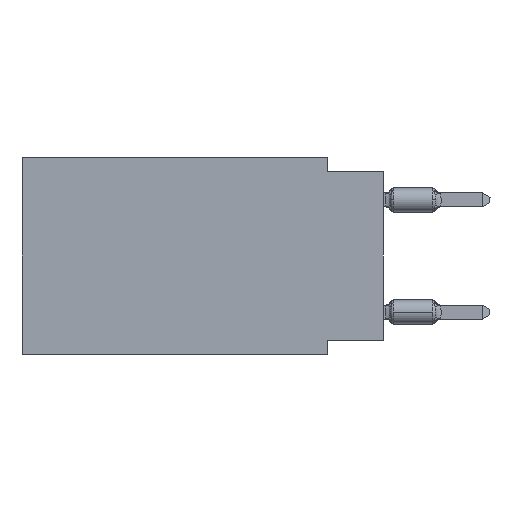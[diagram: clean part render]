
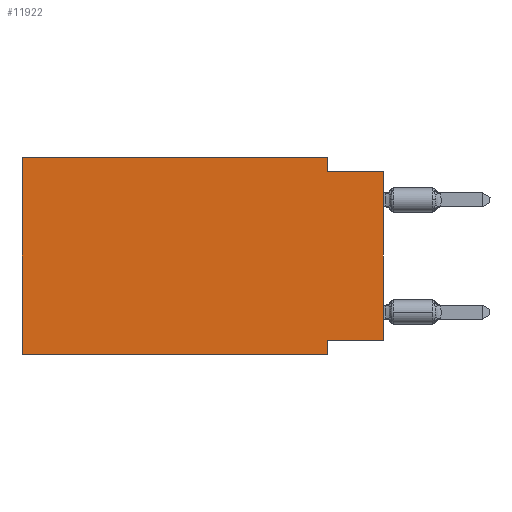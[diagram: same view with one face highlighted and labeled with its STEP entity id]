
A CAD part, left-side view. The second image highlights one B-rep face of the part: STEP entity #11922.
In plain terms, the highlighted planar face has unit normal (-1, 0, 0).
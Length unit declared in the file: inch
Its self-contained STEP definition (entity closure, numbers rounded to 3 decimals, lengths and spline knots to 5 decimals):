
#511 = VERTEX_POINT ( 'NONE', #3533 ) ;
#903 = CARTESIAN_POINT ( 'NONE',  ( 0., 0.645, 0. ) ) ;
#955 = VECTOR ( 'NONE', #24433, 39.37008 ) ;
#956 = CARTESIAN_POINT ( 'NONE',  ( 0., 0., -0.325 ) ) ;
#995 = CARTESIAN_POINT ( 'NONE',  ( 0., 0.1, 0. ) ) ;
#1728 = CARTESIAN_POINT ( 'NONE',  ( 0., 0.1, 0. ) ) ;
#2073 = DIRECTION ( 'NONE',  ( 0., -1., 0. ) ) ;
#2103 = LINE ( 'NONE', #19979, #955 ) ;
#2167 = VERTEX_POINT ( 'NONE', #4079 ) ;
#3509 = EDGE_CURVE ( 'NONE', #511, #2167, #7773, .T. ) ;
#3533 = CARTESIAN_POINT ( 'NONE',  ( 0., 0., -0.325 ) ) ;
#4079 = CARTESIAN_POINT ( 'NONE',  ( 0., 0.1, -0.325 ) ) ;
#4258 = EDGE_CURVE ( 'NONE', #5054, #29106, #24562, .T. ) ;
#4744 = VECTOR ( 'NONE', #8322, 39.37008 ) ;
#4762 = ORIENTED_EDGE ( 'NONE', *, *, #4258, .T. ) ;
#5054 = VERTEX_POINT ( 'NONE', #9897 ) ;
#5459 = CARTESIAN_POINT ( 'NONE',  ( 0., 0.645, 0. ) ) ;
#5802 = CARTESIAN_POINT ( 'NONE',  ( 0., 0.1, -0.35 ) ) ;
#7281 = LINE ( 'NONE', #903, #23219 ) ;
#7741 = ORIENTED_EDGE ( 'NONE', *, *, #11012, .F. ) ;
#7773 = LINE ( 'NONE', #956, #9428 ) ;
#8322 = DIRECTION ( 'NONE',  ( 0., 0., -1. ) ) ;
#8521 = VECTOR ( 'NONE', #20241, 39.37008 ) ;
#9428 = VECTOR ( 'NONE', #10011, 39.37008 ) ;
#9775 = AXIS2_PLACEMENT_3D ( 'NONE', #5459, #14541, #23649 ) ;
#9820 = VECTOR ( 'NONE', #23910, 39.37008 ) ;
#9897 = CARTESIAN_POINT ( 'NONE',  ( 0., 0.645, -0.35 ) ) ;
#10011 = DIRECTION ( 'NONE',  ( 0., 1., 0. ) ) ;
#10117 = VERTEX_POINT ( 'NONE', #27659 ) ;
#10565 = LINE ( 'NONE', #5802, #4744 ) ;
#11005 = CARTESIAN_POINT ( 'NONE',  ( 0., 0., -0.025 ) ) ;
#11012 = EDGE_CURVE ( 'NONE', #11392, #16977, #18993, .T. ) ;
#11284 = LINE ( 'NONE', #15771, #20871 ) ;
#11392 = VERTEX_POINT ( 'NONE', #1728 ) ;
#11922 = ADVANCED_FACE ( 'NONE', ( #16793 ), #25881, .F. ) ;
#14067 = DIRECTION ( 'NONE',  ( 0., 0., -1. ) ) ;
#14125 = ORIENTED_EDGE ( 'NONE', *, *, #20638, .F. ) ;
#14541 = DIRECTION ( 'NONE',  ( 1., 0., 0. ) ) ;
#15297 = VECTOR ( 'NONE', #14067, 39.37008 ) ;
#15413 = LINE ( 'NONE', #26610, #9820 ) ;
#15475 = CARTESIAN_POINT ( 'NONE',  ( 0., 0.645, -0.35 ) ) ;
#15771 = CARTESIAN_POINT ( 'NONE',  ( 0., 0., -0.025 ) ) ;
#16077 = CARTESIAN_POINT ( 'NONE',  ( 0., 0.1, -0.35 ) ) ;
#16793 = FACE_OUTER_BOUND ( 'NONE', #20877, .T. ) ;
#16977 = VERTEX_POINT ( 'NONE', #20665 ) ;
#18163 = EDGE_CURVE ( 'NONE', #16977, #19461, #11284, .T. ) ;
#18993 = LINE ( 'NONE', #995, #15297 ) ;
#19216 = EDGE_CURVE ( 'NONE', #10117, #11392, #7281, .T. ) ;
#19461 = VERTEX_POINT ( 'NONE', #11005 ) ;
#19474 = ORIENTED_EDGE ( 'NONE', *, *, #28989, .T. ) ;
#19979 = CARTESIAN_POINT ( 'NONE',  ( 0., 0., 0. ) ) ;
#20123 = ORIENTED_EDGE ( 'NONE', *, *, #28562, .F. ) ;
#20241 = DIRECTION ( 'NONE',  ( 0., -1., 0. ) ) ;
#20638 = EDGE_CURVE ( 'NONE', #2167, #29106, #10565, .T. ) ;
#20665 = CARTESIAN_POINT ( 'NONE',  ( 0., 0.1, -0.025 ) ) ;
#20871 = VECTOR ( 'NONE', #2073, 39.37008 ) ;
#20877 = EDGE_LOOP ( 'NONE', ( #19474, #23827, #7741, #26382, #20123, #4762, #14125, #29152 ) ) ;
#23219 = VECTOR ( 'NONE', #25323, 39.37008 ) ;
#23649 = DIRECTION ( 'NONE',  ( 0., 0., -1. ) ) ;
#23827 = ORIENTED_EDGE ( 'NONE', *, *, #18163, .F. ) ;
#23910 = DIRECTION ( 'NONE',  ( 0., 0., 1. ) ) ;
#24433 = DIRECTION ( 'NONE',  ( 0., 0., 1. ) ) ;
#24562 = LINE ( 'NONE', #15475, #8521 ) ;
#25323 = DIRECTION ( 'NONE',  ( 0., -1., 0. ) ) ;
#25881 = PLANE ( 'NONE',  #9775 ) ;
#26382 = ORIENTED_EDGE ( 'NONE', *, *, #19216, .F. ) ;
#26610 = CARTESIAN_POINT ( 'NONE',  ( 0., 0.645, 0. ) ) ;
#27659 = CARTESIAN_POINT ( 'NONE',  ( 0., 0.645, 0. ) ) ;
#28562 = EDGE_CURVE ( 'NONE', #5054, #10117, #15413, .T. ) ;
#28989 = EDGE_CURVE ( 'NONE', #511, #19461, #2103, .T. ) ;
#29106 = VERTEX_POINT ( 'NONE', #16077 ) ;
#29152 = ORIENTED_EDGE ( 'NONE', *, *, #3509, .F. ) ;
